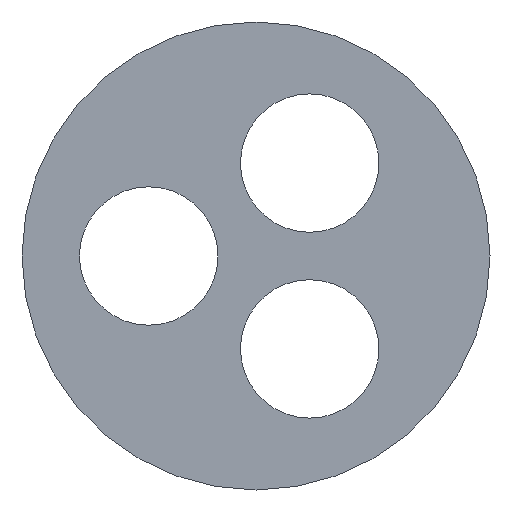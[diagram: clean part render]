
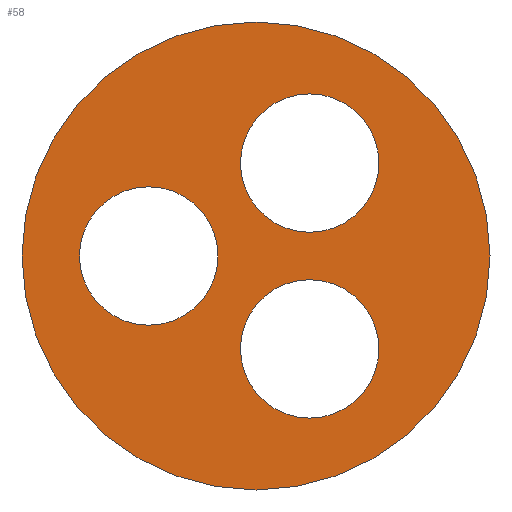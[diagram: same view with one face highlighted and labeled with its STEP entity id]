
A CAD part, left-side view. The second image highlights one B-rep face of the part: STEP entity #58.
In plain terms, the highlighted planar face has unit normal (-1, 0, 0).
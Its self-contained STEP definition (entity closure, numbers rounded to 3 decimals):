
#58 = ADVANCED_FACE( '', ( #141, #142, #143, #144 ), #145, .F. );
#141 = FACE_BOUND( '', #256, .T. );
#142 = FACE_BOUND( '', #257, .T. );
#143 = FACE_BOUND( '', #258, .T. );
#144 = FACE_OUTER_BOUND( '', #259, .T. );
#145 = PLANE( '', #260 );
#256 = EDGE_LOOP( '', ( #367 ) );
#257 = EDGE_LOOP( '', ( #368 ) );
#258 = EDGE_LOOP( '', ( #369 ) );
#259 = EDGE_LOOP( '', ( #370 ) );
#260 = AXIS2_PLACEMENT_3D( '', #371, #372, #373 );
#367 = ORIENTED_EDGE( '', *, *, #650, .T. );
#368 = ORIENTED_EDGE( '', *, *, #652, .T. );
#369 = ORIENTED_EDGE( '', *, *, #653, .T. );
#370 = ORIENTED_EDGE( '', *, *, #654, .F. );
#371 = CARTESIAN_POINT( '', ( 0., 0., 0. ) );
#372 = DIRECTION( '', ( 1., 0., 0. ) );
#373 = DIRECTION( '', ( 0., 0., -1. ) );
#650 = EDGE_CURVE( '', #763, #763, #764, .T. );
#652 = EDGE_CURVE( '', #766, #766, #767, .T. );
#653 = EDGE_CURVE( '', #768, #768, #769, .T. );
#654 = EDGE_CURVE( '', #770, #770, #771, .T. );
#763 = VERTEX_POINT( '', #931 );
#764 = CIRCLE( '', #932, 5. );
#766 = VERTEX_POINT( '', #934 );
#767 = CIRCLE( '', #935, 5. );
#768 = VERTEX_POINT( '', #936 );
#769 = CIRCLE( '', #937, 5. );
#770 = VERTEX_POINT( '', #938 );
#771 = CIRCLE( '', #939, 16.9 );
#931 = CARTESIAN_POINT( '', ( 0., -3.875, 1.712 ) );
#932 = AXIS2_PLACEMENT_3D( '', #1151, #1152, #1153 );
#934 = CARTESIAN_POINT( '', ( 0., 7.75, -5. ) );
#935 = AXIS2_PLACEMENT_3D( '', #1154, #1155, #1156 );
#936 = CARTESIAN_POINT( '', ( 0., -3.875, -11.712 ) );
#937 = AXIS2_PLACEMENT_3D( '', #1157, #1158, #1159 );
#938 = CARTESIAN_POINT( '', ( 0., 0., -16.9 ) );
#939 = AXIS2_PLACEMENT_3D( '', #1160, #1161, #1162 );
#1151 = CARTESIAN_POINT( '', ( 0., -3.875, 6.712 ) );
#1152 = DIRECTION( '', ( 1., 0., 0. ) );
#1153 = DIRECTION( '', ( 0., 0., -1. ) );
#1154 = CARTESIAN_POINT( '', ( 0., 7.75, 0. ) );
#1155 = DIRECTION( '', ( 1., 0., 0. ) );
#1156 = DIRECTION( '', ( 0., 0., -1. ) );
#1157 = CARTESIAN_POINT( '', ( 0., -3.875, -6.712 ) );
#1158 = DIRECTION( '', ( 1., 0., 0. ) );
#1159 = DIRECTION( '', ( 0., 0., -1. ) );
#1160 = CARTESIAN_POINT( '', ( 0., 0., 0. ) );
#1161 = DIRECTION( '', ( 1., 0., 0. ) );
#1162 = DIRECTION( '', ( 0., 0., -1. ) );
